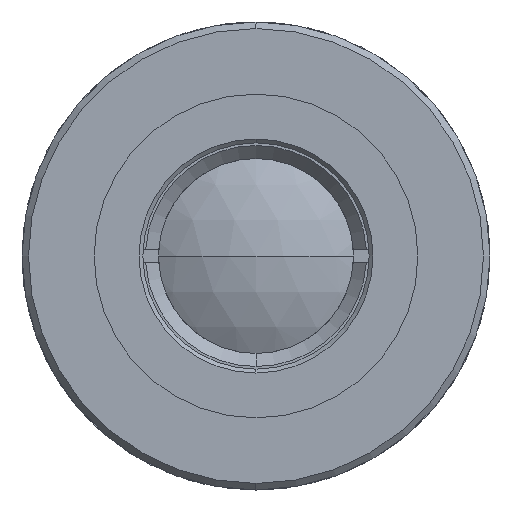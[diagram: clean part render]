
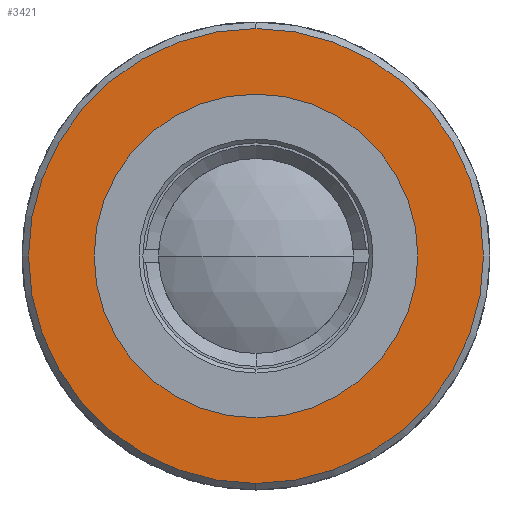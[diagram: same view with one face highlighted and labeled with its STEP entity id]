
A CAD part, left-side view. The second image highlights one B-rep face of the part: STEP entity #3421.
In plain terms, the highlighted planar face has unit normal (-1, 0, 0).
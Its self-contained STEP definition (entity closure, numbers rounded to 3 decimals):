
#111 = ORIENTED_EDGE ( 'NONE', *, *, #2817, .T. ) ;
#122 = CIRCLE ( 'NONE', #1583, 17.5 ) ;
#133 = CARTESIAN_POINT ( 'NONE',  ( -4.996, 0., -17.5 ) ) ;
#138 = DIRECTION ( 'NONE',  ( -1., 0., 0. ) ) ;
#401 = AXIS2_PLACEMENT_3D ( 'NONE', #1009, #138, #682 ) ;
#619 = DIRECTION ( 'NONE',  ( -1., 0., 0. ) ) ;
#638 = DIRECTION ( 'NONE',  ( -1., 0., 0. ) ) ;
#656 = PLANE ( 'NONE',  #3045 ) ;
#682 = DIRECTION ( 'NONE',  ( 0., 0., -1. ) ) ;
#694 = CARTESIAN_POINT ( 'NONE',  ( -4.996, 0., 17.5 ) ) ;
#1008 = VERTEX_POINT ( 'NONE', #3385 ) ;
#1009 = CARTESIAN_POINT ( 'NONE',  ( -4.996, 0., 0. ) ) ;
#1179 = AXIS2_PLACEMENT_3D ( 'NONE', #3047, #638, #1760 ) ;
#1222 = VERTEX_POINT ( 'NONE', #694 ) ;
#1353 = EDGE_CURVE ( 'NONE', #1732, #1008, #2692, .T. ) ;
#1471 = CARTESIAN_POINT ( 'NONE',  ( -4.996, 18., 0. ) ) ;
#1583 = AXIS2_PLACEMENT_3D ( 'NONE', #1808, #3159, #2908 ) ;
#1605 = EDGE_LOOP ( 'NONE', ( #2584, #111 ) ) ;
#1710 = DIRECTION ( 'NONE',  ( 0., 0., -1. ) ) ;
#1732 = VERTEX_POINT ( 'NONE', #2365 ) ;
#1738 = DIRECTION ( 'NONE',  ( 1., 0., 0. ) ) ;
#1760 = DIRECTION ( 'NONE',  ( 0., 0., 1. ) ) ;
#1808 = CARTESIAN_POINT ( 'NONE',  ( -4.996, 0., 0. ) ) ;
#1863 = ORIENTED_EDGE ( 'NONE', *, *, #2250, .F. ) ;
#1978 = AXIS2_PLACEMENT_3D ( 'NONE', #1981, #619, #2806 ) ;
#1981 = CARTESIAN_POINT ( 'NONE',  ( -4.996, 0., 0. ) ) ;
#2004 = FACE_OUTER_BOUND ( 'NONE', #1605, .T. ) ;
#2250 = EDGE_CURVE ( 'NONE', #1008, #1732, #2647, .T. ) ;
#2300 = FACE_BOUND ( 'NONE', #2882, .T. ) ;
#2365 = CARTESIAN_POINT ( 'NONE',  ( -4.996, 0., 12.45 ) ) ;
#2584 = ORIENTED_EDGE ( 'NONE', *, *, #3086, .T. ) ;
#2605 = CIRCLE ( 'NONE', #401, 17.5 ) ;
#2647 = CIRCLE ( 'NONE', #1978, 12.45 ) ;
#2692 = CIRCLE ( 'NONE', #1179, 12.45 ) ;
#2806 = DIRECTION ( 'NONE',  ( 0., 0., 1. ) ) ;
#2817 = EDGE_CURVE ( 'NONE', #1222, #3450, #122, .T. ) ;
#2882 = EDGE_LOOP ( 'NONE', ( #2958, #1863 ) ) ;
#2908 = DIRECTION ( 'NONE',  ( 0., 0., -1. ) ) ;
#2958 = ORIENTED_EDGE ( 'NONE', *, *, #1353, .F. ) ;
#3045 = AXIS2_PLACEMENT_3D ( 'NONE', #1471, #1738, #1710 ) ;
#3047 = CARTESIAN_POINT ( 'NONE',  ( -4.996, 0., 0. ) ) ;
#3086 = EDGE_CURVE ( 'NONE', #3450, #1222, #2605, .T. ) ;
#3159 = DIRECTION ( 'NONE',  ( -1., 0., 0. ) ) ;
#3385 = CARTESIAN_POINT ( 'NONE',  ( -4.996, 0., -12.45 ) ) ;
#3421 = ADVANCED_FACE ( 'NONE', ( #2004, #2300 ), #656, .F. ) ;
#3450 = VERTEX_POINT ( 'NONE', #133 ) ;
